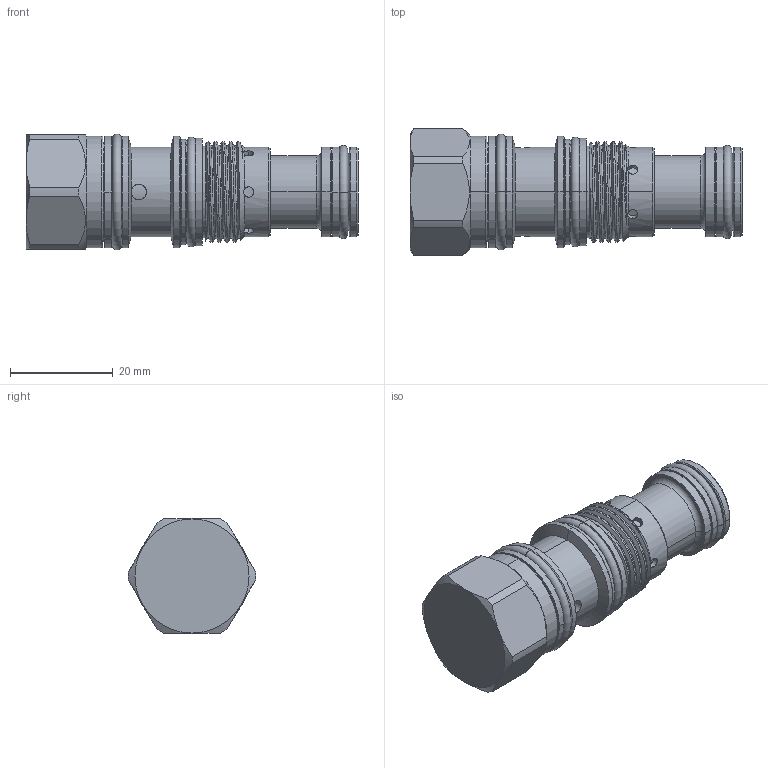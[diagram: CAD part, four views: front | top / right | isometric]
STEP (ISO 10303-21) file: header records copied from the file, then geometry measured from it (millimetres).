
FILE_DESCRIPTION (( 'STEP AP203' ), '1' );
FILE_NAME ('LS11A33-N.STEP', '2016-06-06T06:32:14', ( '' ), ( '' ), 'SwSTEP 2.0', 'SolidWorks 2012', '' );
FILE_SCHEMA (( 'CONFIG_CONTROL_DESIGN' ));
Length unit declared in the file: millimetre
Products named in the file (1): LS11A33-N
Bounding box: 64.7 x 24.79 x 22.55 mm (x, y, z)
Volume: 18700.3 mm3; surface area: 7120.9 mm2
Topology: 1 solids, 2 shells, 180 faces, 409 edges, 251 vertices
Faces by surface type: cylinder 87, cone 32, torus 30, plane 28, bspline 3
Entity records: 7093 total; most frequent: CARTESIAN_POINT 3046, DIRECTION 863, ORIENTED_EDGE 814, EDGE_CURVE 407, AXIS2_PLACEMENT_3D 377, VERTEX_POINT 249, EDGE_LOOP 200, CIRCLE 199
